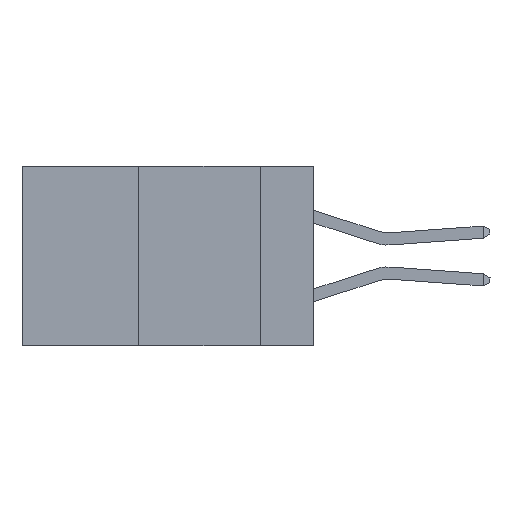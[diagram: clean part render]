
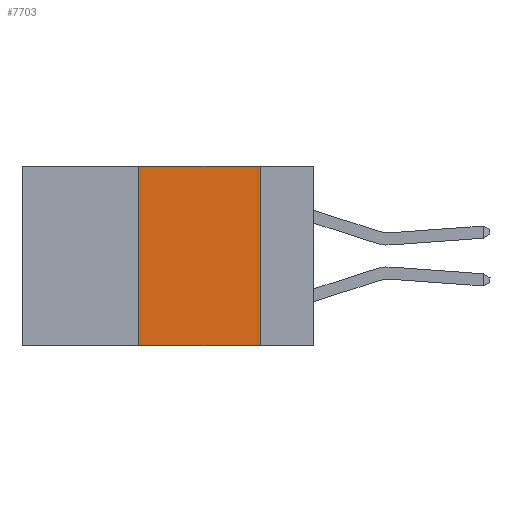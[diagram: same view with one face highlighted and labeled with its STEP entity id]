
A CAD part, left-side view. The second image highlights one B-rep face of the part: STEP entity #7703.
In plain terms, the highlighted planar face has unit normal (-1, 0, 0).
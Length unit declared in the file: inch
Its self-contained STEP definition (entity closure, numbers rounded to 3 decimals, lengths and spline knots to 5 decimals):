
#136 = EDGE_CURVE ( 'NONE', #2883, #13488, #7898, .T. ) ;
#680 = CARTESIAN_POINT ( 'NONE',  ( 0., 0.11, -0.37 ) ) ;
#1300 = CARTESIAN_POINT ( 'NONE',  ( 0., 0.36, 0. ) ) ;
#1568 = EDGE_CURVE ( 'NONE', #4140, #2208, #5906, .T. ) ;
#1610 = PLANE ( 'NONE',  #13624 ) ;
#2208 = VERTEX_POINT ( 'NONE', #7885 ) ;
#2614 = ORIENTED_EDGE ( 'NONE', *, *, #13472, .F. ) ;
#2883 = VERTEX_POINT ( 'NONE', #7061 ) ;
#3202 = VECTOR ( 'NONE', #11396, 39.37008 ) ;
#3442 = DIRECTION ( 'NONE',  ( 0., 0., -1. ) ) ;
#4140 = VERTEX_POINT ( 'NONE', #1300 ) ;
#4507 = DIRECTION ( 'NONE',  ( 1., 0., 0. ) ) ;
#5048 = VECTOR ( 'NONE', #13567, 39.37008 ) ;
#5219 = VECTOR ( 'NONE', #8988, 39.37008 ) ;
#5400 = ORIENTED_EDGE ( 'NONE', *, *, #136, .T. ) ;
#5636 = FACE_OUTER_BOUND ( 'NONE', #6738, .T. ) ;
#5906 = LINE ( 'NONE', #7009, #3202 ) ;
#6738 = EDGE_LOOP ( 'NONE', ( #7312, #7630, #2614, #5400 ) ) ;
#7009 = CARTESIAN_POINT ( 'NONE',  ( 0., 0.6, 0. ) ) ;
#7061 = CARTESIAN_POINT ( 'NONE',  ( 0., 0.36, -0.37 ) ) ;
#7312 = ORIENTED_EDGE ( 'NONE', *, *, #12963, .F. ) ;
#7630 = ORIENTED_EDGE ( 'NONE', *, *, #1568, .F. ) ;
#7703 = ADVANCED_FACE ( 'NONE', ( #5636 ), #1610, .F. ) ;
#7750 = LINE ( 'NONE', #12263, #5219 ) ;
#7885 = CARTESIAN_POINT ( 'NONE',  ( 0., 0.11, 0. ) ) ;
#7898 = LINE ( 'NONE', #9286, #5048 ) ;
#8988 = DIRECTION ( 'NONE',  ( 0., 0., -1. ) ) ;
#9167 = LINE ( 'NONE', #10009, #11745 ) ;
#9286 = CARTESIAN_POINT ( 'NONE',  ( 0., 0.6, -0.37 ) ) ;
#10009 = CARTESIAN_POINT ( 'NONE',  ( 0., 0.36, 0. ) ) ;
#11077 = DIRECTION ( 'NONE',  ( 0., 0., 1. ) ) ;
#11396 = DIRECTION ( 'NONE',  ( 0., -1., 0. ) ) ;
#11745 = VECTOR ( 'NONE', #11077, 39.37008 ) ;
#12263 = CARTESIAN_POINT ( 'NONE',  ( 0., 0.11, 0. ) ) ;
#12963 = EDGE_CURVE ( 'NONE', #2208, #13488, #7750, .T. ) ;
#13106 = CARTESIAN_POINT ( 'NONE',  ( 0., 0.6, 0. ) ) ;
#13472 = EDGE_CURVE ( 'NONE', #2883, #4140, #9167, .T. ) ;
#13488 = VERTEX_POINT ( 'NONE', #680 ) ;
#13567 = DIRECTION ( 'NONE',  ( 0., -1., 0. ) ) ;
#13624 = AXIS2_PLACEMENT_3D ( 'NONE', #13106, #4507, #3442 ) ;
